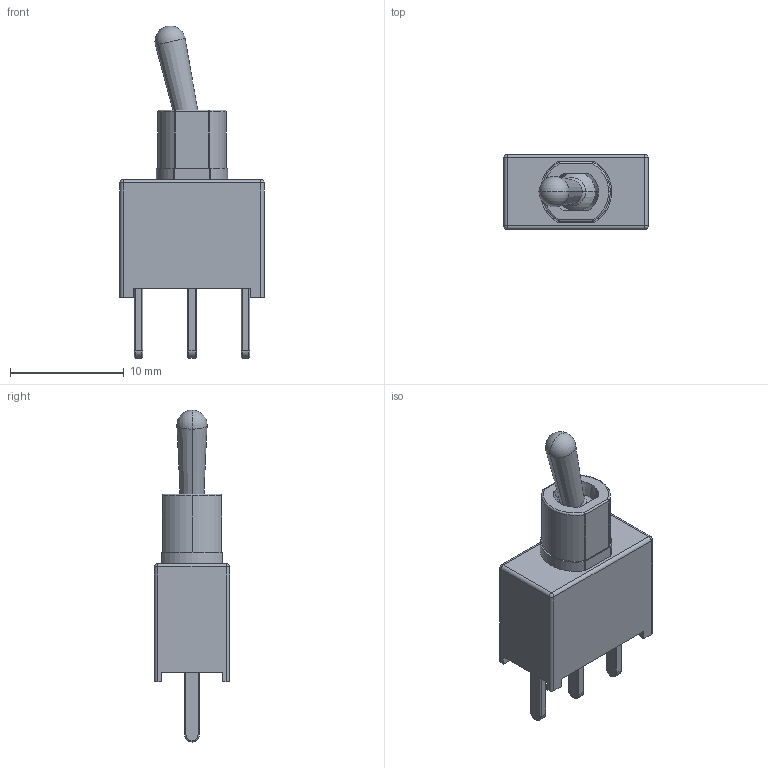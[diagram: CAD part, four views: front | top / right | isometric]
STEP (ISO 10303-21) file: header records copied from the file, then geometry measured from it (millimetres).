
FILE_DESCRIPTION (( 'STEP AP214' ), '1' );
FILE_NAME ('Toggle Switch Daily Well 1AS1T2B4M2QE.STEP', '2016-11-20T10:52:29', ( 'Mary' ), ( '' ), 'SwSTEP 2.0', 'SolidWorks 2017', '' );
FILE_SCHEMA (( 'AUTOMOTIVE_DESIGN' ));
Length unit declared in the file: millimetre
Products named in the file (1): Toggle Switch Daily Well 1AS1T2B4M2QE
Bounding box: 12.7 x 6.6 x 29.21 mm (x, y, z)
Volume: 1022.3 mm3; surface area: 900.6 mm2
Topology: 5 solids, 5 shells, 123 faces, 300 edges, 178 vertices
Faces by surface type: cylinder 45, plane 42, torus 19, sphere 12, cone 5
Entity records: 3900 total; most frequent: DIRECTION 663, CARTESIAN_POINT 606, ORIENTED_EDGE 564, EDGE_CURVE 282, AXIS2_PLACEMENT_3D 261, VERTEX_POINT 172, LINE 141, VECTOR 141
